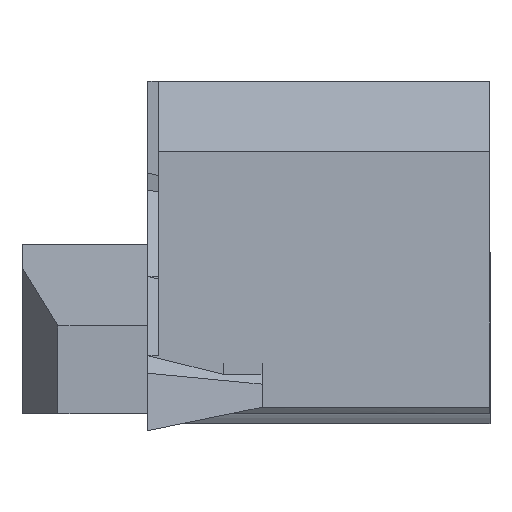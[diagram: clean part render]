
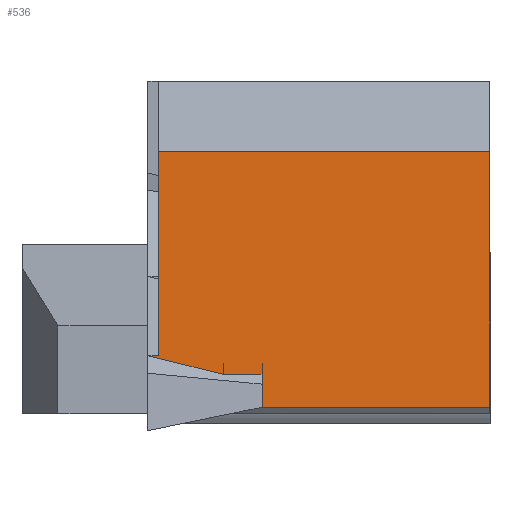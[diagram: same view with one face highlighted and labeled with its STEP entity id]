
A CAD part, left-side view. The second image highlights one B-rep face of the part: STEP entity #536.
In plain terms, the highlighted planar face has unit normal (-1, 0, 0.018).
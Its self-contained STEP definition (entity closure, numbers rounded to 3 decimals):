
#63 = DIRECTION ( 'NONE',  ( -0.004, -0.97, -0.243 ) ) ;
#64 = DIRECTION ( 'NONE',  ( 0., -1., 0. ) ) ;
#93 = CARTESIAN_POINT ( 'NONE',  ( 0.63, -9.525, -18.598 ) ) ;
#106 = CARTESIAN_POINT ( 'NONE',  ( 0.788, -0.3, -9.525 ) ) ;
#117 = EDGE_CURVE ( 'NONE', #749, #409, #871, .T. ) ;
#163 = CARTESIAN_POINT ( 'NONE',  ( 0.646, -2.099, -17.684 ) ) ;
#250 = VERTEX_POINT ( 'NONE', #350 ) ;
#264 = VERTEX_POINT ( 'NONE', #323 ) ;
#309 = DIRECTION ( 'NONE',  ( 0., -1., 0. ) ) ;
#318 = AXIS2_PLACEMENT_3D ( 'NONE', #1370, #702, #1886 ) ;
#323 = CARTESIAN_POINT ( 'NONE',  ( 0.646, -3.18, -17.684 ) ) ;
#333 = ORIENTED_EDGE ( 'NONE', *, *, #1312, .T. ) ;
#340 = VERTEX_POINT ( 'NONE', #163 ) ;
#350 = CARTESIAN_POINT ( 'NONE',  ( 0.754, -0.3, -11.477 ) ) ;
#409 = VERTEX_POINT ( 'NONE', #93 ) ;
#518 = CARTESIAN_POINT ( 'NONE',  ( 0.63, 128.752, -18.598 ) ) ;
#523 = EDGE_CURVE ( 'NONE', #250, #794, #1927, .T. ) ;
#536 = ADVANCED_FACE ( 'NONE', ( #1982 ), #1764, .F. ) ;
#546 = DIRECTION ( 'NONE',  ( 0., 1., 0. ) ) ;
#564 = EDGE_CURVE ( 'NONE', #1014, #886, #1992, .T. ) ;
#600 = EDGE_LOOP ( 'NONE', ( #823, #1862, #703, #1174, #333, #1512, #1304, #883, #1781 ) ) ;
#635 = VECTOR ( 'NONE', #546, 1000. ) ;
#693 = CARTESIAN_POINT ( 'NONE',  ( 0.646, -3.18, -17.684 ) ) ;
#697 = EDGE_CURVE ( 'NONE', #250, #749, #1823, .T. ) ;
#702 = DIRECTION ( 'NONE',  ( 1., 0., -0.017 ) ) ;
#703 = ORIENTED_EDGE ( 'NONE', *, *, #822, .F. ) ;
#707 = VECTOR ( 'NONE', #309, 1000. ) ;
#730 = LINE ( 'NONE', #518, #707 ) ;
#749 = VERTEX_POINT ( 'NONE', #1307 ) ;
#787 = CARTESIAN_POINT ( 'NONE',  ( 0.622, -9.525, -19.061 ) ) ;
#794 = VERTEX_POINT ( 'NONE', #1239 ) ;
#810 = LINE ( 'NONE', #1008, #635 ) ;
#822 = EDGE_CURVE ( 'NONE', #886, #264, #1773, .T. ) ;
#823 = ORIENTED_EDGE ( 'NONE', *, *, #1459, .T. ) ;
#830 = LINE ( 'NONE', #1581, #890 ) ;
#871 = LINE ( 'NONE', #787, #1175 ) ;
#883 = ORIENTED_EDGE ( 'NONE', *, *, #523, .T. ) ;
#886 = VERTEX_POINT ( 'NONE', #923 ) ;
#890 = VECTOR ( 'NONE', #63, 1000. ) ;
#923 = CARTESIAN_POINT ( 'NONE',  ( 0.641, -3.18, -17.954 ) ) ;
#936 = EDGE_CURVE ( 'NONE', #340, #264, #1697, .T. ) ;
#995 = CARTESIAN_POINT ( 'NONE',  ( 0.63, -3.18, -18.598 ) ) ;
#1008 = CARTESIAN_POINT ( 'NONE',  ( 0.655, -0.3, -17.159 ) ) ;
#1014 = VERTEX_POINT ( 'NONE', #995 ) ;
#1031 = DIRECTION ( 'NONE',  ( -0.017, 0., -1. ) ) ;
#1094 = DIRECTION ( 'NONE',  ( 0.017, 0., 1. ) ) ;
#1099 = CARTESIAN_POINT ( 'NONE',  ( 0.735, -3.18, -12.555 ) ) ;
#1121 = CARTESIAN_POINT ( 'NONE',  ( 0.655, 0., -17.159 ) ) ;
#1174 = ORIENTED_EDGE ( 'NONE', *, *, #564, .F. ) ;
#1175 = VECTOR ( 'NONE', #1841, 1000. ) ;
#1239 = CARTESIAN_POINT ( 'NONE',  ( 0.655, -0.3, -17.159 ) ) ;
#1304 = ORIENTED_EDGE ( 'NONE', *, *, #697, .F. ) ;
#1307 = CARTESIAN_POINT ( 'NONE',  ( 0.754, -9.525, -11.477 ) ) ;
#1312 = EDGE_CURVE ( 'NONE', #1014, #409, #730, .T. ) ;
#1370 = CARTESIAN_POINT ( 'NONE',  ( 0.754, 128.752, -11.477 ) ) ;
#1459 = EDGE_CURVE ( 'NONE', #1583, #340, #830, .T. ) ;
#1512 = ORIENTED_EDGE ( 'NONE', *, *, #117, .F. ) ;
#1565 = CARTESIAN_POINT ( 'NONE',  ( 0.735, -3.18, -12.555 ) ) ;
#1575 = DIRECTION ( 'NONE',  ( 0., -1., 0. ) ) ;
#1581 = CARTESIAN_POINT ( 'NONE',  ( 0.66, 1.11, -16.882 ) ) ;
#1583 = VERTEX_POINT ( 'NONE', #1121 ) ;
#1592 = EDGE_CURVE ( 'NONE', #794, #1583, #810, .T. ) ;
#1611 = VECTOR ( 'NONE', #1575, 1000. ) ;
#1697 = LINE ( 'NONE', #693, #1611 ) ;
#1764 = PLANE ( 'NONE',  #318 ) ;
#1773 = LINE ( 'NONE', #1099, #1853 ) ;
#1777 = VECTOR ( 'NONE', #64, 1000. ) ;
#1781 = ORIENTED_EDGE ( 'NONE', *, *, #1592, .T. ) ;
#1823 = LINE ( 'NONE', #2034, #1777 ) ;
#1841 = DIRECTION ( 'NONE',  ( -0.017, 0., -1. ) ) ;
#1853 = VECTOR ( 'NONE', #1094, 1000. ) ;
#1862 = ORIENTED_EDGE ( 'NONE', *, *, #936, .T. ) ;
#1886 = DIRECTION ( 'NONE',  ( 0.017, 0., 1. ) ) ;
#1927 = LINE ( 'NONE', #106, #1965 ) ;
#1965 = VECTOR ( 'NONE', #1031, 1000. ) ;
#1982 = FACE_OUTER_BOUND ( 'NONE', #600, .T. ) ;
#1989 = DIRECTION ( 'NONE',  ( 0.017, 0., 1. ) ) ;
#1992 = LINE ( 'NONE', #1565, #2048 ) ;
#2034 = CARTESIAN_POINT ( 'NONE',  ( 0.754, 128.752, -11.477 ) ) ;
#2048 = VECTOR ( 'NONE', #1989, 1000. ) ;
